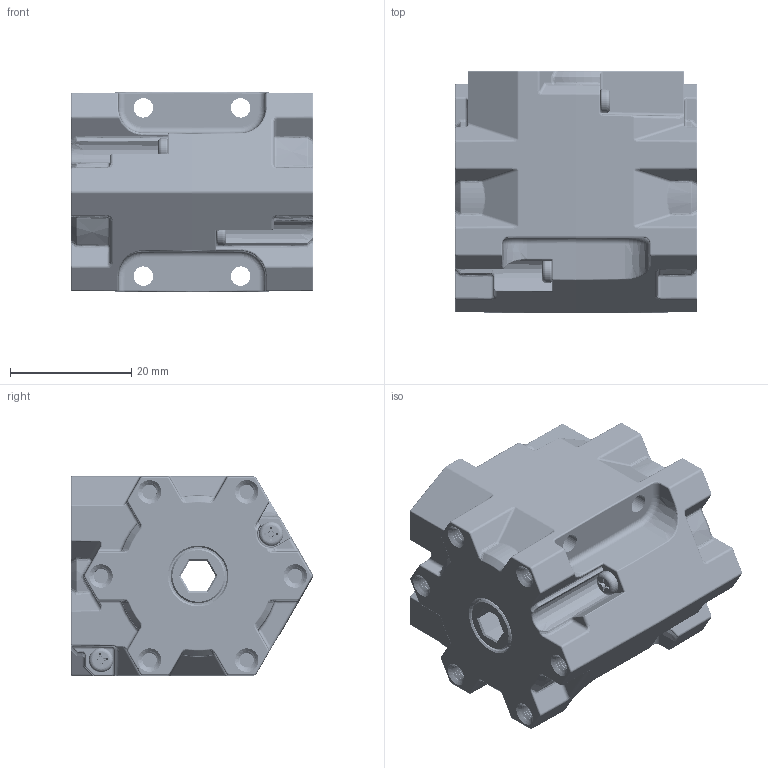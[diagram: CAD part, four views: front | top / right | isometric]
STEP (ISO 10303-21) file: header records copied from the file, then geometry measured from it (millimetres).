
FILE_DESCRIPTION (( 'STEP AP203' ), '1' );
FILE_NAME ('REV-41-2080.STEP', '2021-09-16T16:49:40', ( '' ), ( '' ), 'SwSTEP 2.0', 'SolidWorks 2019', '' );
FILE_SCHEMA (( 'CONFIG_CONTROL_DESIGN' ));
Length unit declared in the file: inch
Products named in the file (13): 6801ZZ; REV-41-2080-A01; REV-41-2080-A03; REV-41-2080-P01; REV-41-2080-A02; THREAD-FORMING-SCREW_M2_8LG_SS; HEAT-SET-INSERT_M3; SNAP-RING_12MM_98541A119; REV-41-2080-P03; REV-41-2080-P04; REV-41-2080-P02; REV-41-2080
Assembly tree (33 placements, depth 3):
  REV-41-2080
    REV-41-2080-A01
      REV-41-2080-P01
      HEAT-SET-INSERT_M3  x8
    REV-41-2080-A02
      REV-41-2080-P02
      REV-41-2080-P03
      6801ZZ  x2
    REV-41-2080-A03
      REV-41-2080-P04
      6801ZZ
      SNAP-RING_12MM_98541A119
    THREAD-FORMING-SCREW_M2_8LG_SS  x4
    REV-41-2080-A01
      REV-41-2080-P01
      HEAT-SET-INSERT_M3  x8
Bounding box: 40 x 39.98 x 33 mm (x, y, z)
Volume: 27399.6 mm3; surface area: 27622.8 mm2
Topology: 29 solids, 29 shells, 6276 faces, 17544 edges, 11384 vertices
Faces by surface type: cylinder 2406, cone 1858, bspline 1378, plane 424, torus 140, sphere 70
Entity records: 61962 total; most frequent: CARTESIAN_POINT 29693, ORIENTED_EDGE 7274, DIRECTION 5363, EDGE_CURVE 3637, AXIS2_PLACEMENT_3D 2287, VERTEX_POINT 2281, EDGE_LOOP 1468, FACE_OUTER_BOUND 1409
